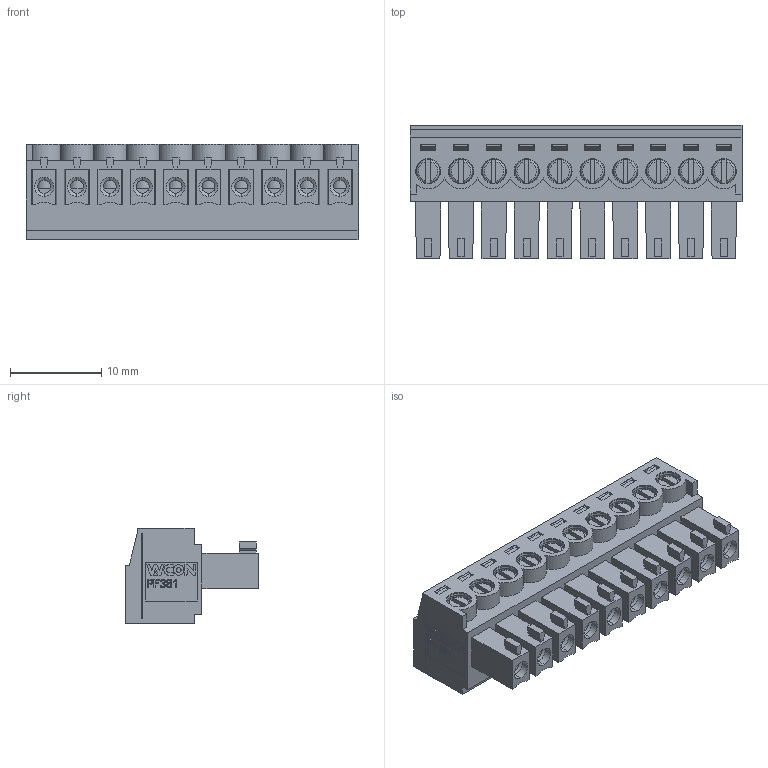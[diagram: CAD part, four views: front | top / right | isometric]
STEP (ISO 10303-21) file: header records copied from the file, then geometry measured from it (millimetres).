
FILE_DESCRIPTION( ('This file contains a STEP AP42 implementation' ,'as created by ZW3D STEP Interface translator.') ,'2;1' );
FILE_NAME( 'PF381-C10ASMN1.stp' ,'231125.142534', (''), ('ZWCAD Software Co.'), 'Version 1.0', 'ZW3D to STEP translator', '' );
FILE_SCHEMA(('AUTOMOTIVE_DESIGN { 1 0 10303 214 1 1 1 1 }'));
Length unit declared in the file: millimetre
Products named in the file (2): 0; PF381-C10ASMN1
Bounding box: 36.4 x 14.66 x 10.5 mm (x, y, z)
Volume: 2431.8 mm3; surface area: 7312 mm2
Topology: 21 solids, 41 shells, 1570 faces, 4204 edges, 2751 vertices
Faces by surface type: plane 1127, cylinder 277, torus 73, cone 70, bspline 23
Full cylindrical faces by diameter (mm): 0.531 x1, 1.135 x1, 1.418 x5, 2.742 x4
Entity records: 51588 total; most frequent: CARTESIAN_POINT 10329, ORIENTED_EDGE 8348, DIRECTION 7868, EDGE_CURVE 4204, VECTOR 3224, LINE 3224, VERTEX_POINT 2751, AXIS2_PLACEMENT_3D 2322
